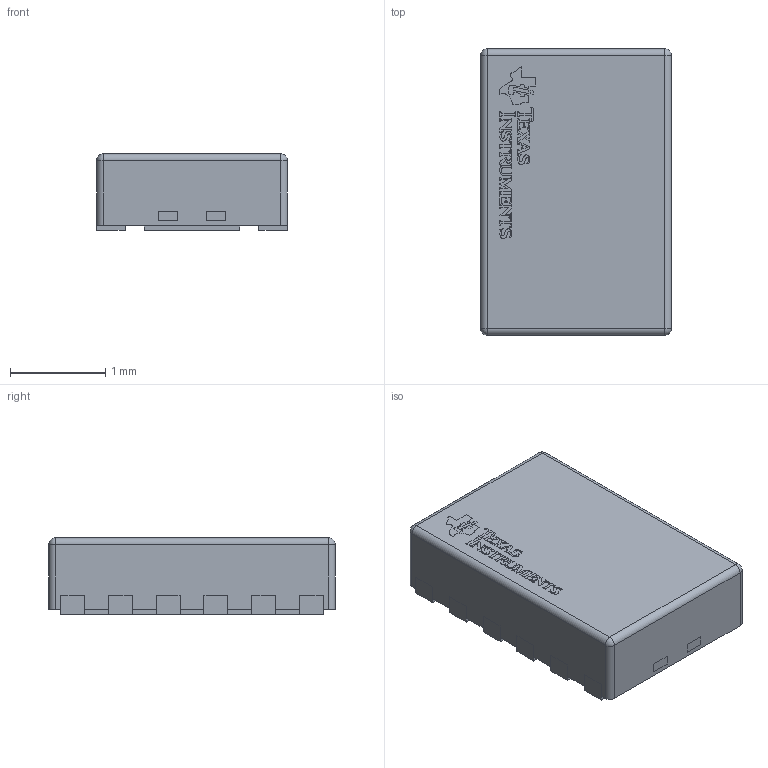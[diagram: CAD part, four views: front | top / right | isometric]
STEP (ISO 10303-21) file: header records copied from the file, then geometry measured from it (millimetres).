
FILE_DESCRIPTION(/* description */ (''),/* implementation_level */ '2;1');
FILE_NAME(/* name */ '1.stp',/* time_stamp */ '2020-05-01T17:42:42+02:00',/* author */ ('k'),/* organization */ (''),/* preprocessor_version */ 'ST-DEVELOPER v15.6',/* originating_system */ 'Autodesk Inventor 2015',/* authorisation */ '');
FILE_SCHEMA (('AUTOMOTIVE_DESIGN { 1 0 10303 214 3 1 1 }'));
Length unit declared in the file: millimetre
Products named in the file (5): BODY-SON; FRAME-DSS0012B; Texas Logo Yury; Texas Logo Yury - Copy; DSS0012B
Bounding box: 2 x 3 x 0.8 mm (x, y, z)
Volume: 4.7 mm3; surface area: 36.2 mm2
Topology: 32 solids, 32 shells, 609 faces, 1626 edges, 1080 vertices
Faces by surface type: plane 431, bspline 166, cylinder 8, sphere 4
Entity records: 20225 total; most frequent: CARTESIAN_POINT 5986, ORIENTED_EDGE 3252, DIRECTION 2214, EDGE_CURVE 1626, LINE 1278, VECTOR 1278, VERTEX_POINT 1080, EDGE_LOOP 620
